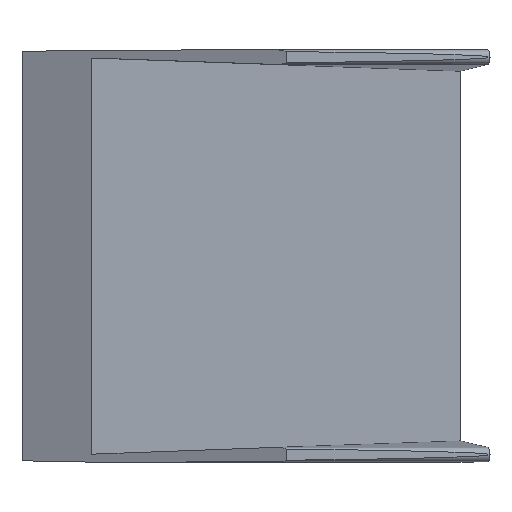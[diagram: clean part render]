
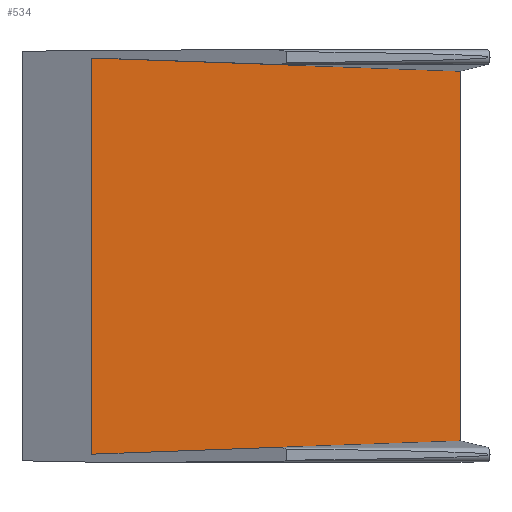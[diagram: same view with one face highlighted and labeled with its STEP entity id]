
A CAD part, top view. The second image highlights one B-rep face of the part: STEP entity #534.
In plain terms, the highlighted planar face has unit normal (0, 0, 1).
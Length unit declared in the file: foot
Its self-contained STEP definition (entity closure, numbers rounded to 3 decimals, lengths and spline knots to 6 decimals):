
#60=FACE_OUTER_BOUND('',#89,.T.);
#89=EDGE_LOOP('',(#414,#415,#416,#417));
#102=LINE('',#772,#159);
#106=LINE('',#780,#163);
#144=LINE('',#892,#201);
#145=LINE('',#893,#202);
#159=VECTOR('',#614,0.032808);
#163=VECTOR('',#620,0.032808);
#201=VECTOR('',#724,0.032808);
#202=VECTOR('',#725,0.032808);
#215=VERTEX_POINT('',#768);
#217=VERTEX_POINT('',#771);
#219=VERTEX_POINT('',#776);
#220=VERTEX_POINT('',#778);
#266=EDGE_CURVE('',#215,#217,#102,.T.);
#270=EDGE_CURVE('',#220,#219,#106,.T.);
#325=EDGE_CURVE('',#219,#215,#144,.T.);
#326=EDGE_CURVE('',#217,#220,#145,.T.);
#414=ORIENTED_EDGE('',*,*,#325,.F.);
#415=ORIENTED_EDGE('',*,*,#270,.F.);
#416=ORIENTED_EDGE('',*,*,#326,.F.);
#417=ORIENTED_EDGE('',*,*,#266,.F.);
#506=PLANE('',#594);
#534=ADVANCED_FACE('',(#60),#506,.F.);
#594=AXIS2_PLACEMENT_3D('',#891,#722,#723);
#614=DIRECTION('',(0.999,-0.036,0.));
#620=DIRECTION('',(-0.999,-0.036,0.));
#722=DIRECTION('center_axis',(0.,0.,-1.));
#723=DIRECTION('ref_axis',(0.,1.,0.));
#724=DIRECTION('',(0.,1.,0.));
#725=DIRECTION('',(0.,-1.,0.));
#768=CARTESIAN_POINT('',(8.585078,3.06,0.58));
#771=CARTESIAN_POINT('',(11.375455,2.96,0.58));
#772=CARTESIAN_POINT('',(8.585078,3.06,0.58));
#776=CARTESIAN_POINT('',(8.585078,0.06,0.58));
#778=CARTESIAN_POINT('',(11.375455,0.16,0.58));
#780=CARTESIAN_POINT('',(8.585078,0.06,0.58));
#891=CARTESIAN_POINT('Origin',(0.,0.16,0.58));
#892=CARTESIAN_POINT('',(8.585078,1.48,0.58));
#893=CARTESIAN_POINT('',(11.375455,0.08,0.58));
